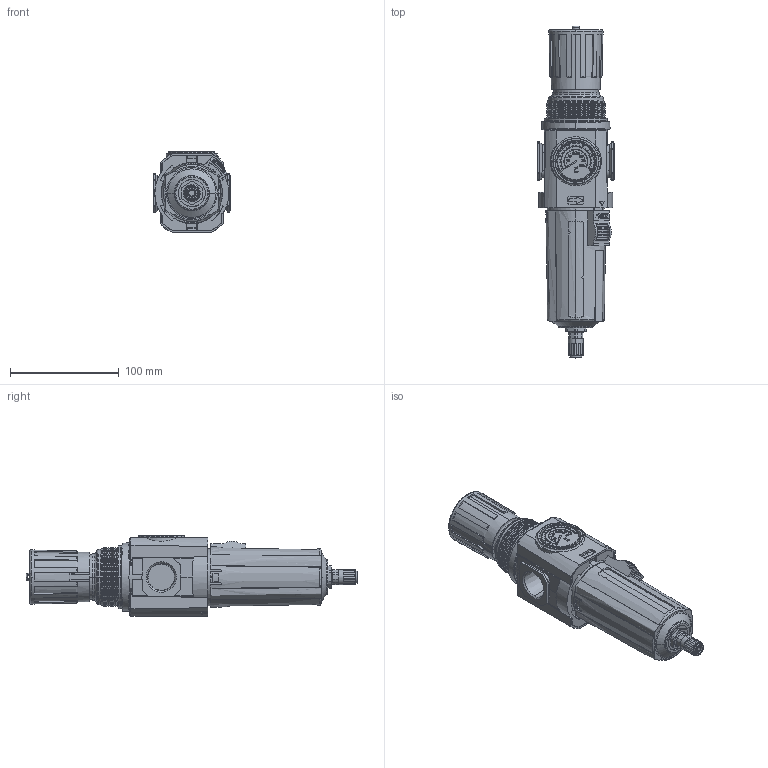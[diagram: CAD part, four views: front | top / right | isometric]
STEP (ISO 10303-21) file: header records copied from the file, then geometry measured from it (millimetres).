
FILE_DESCRIPTION (( 'STEP AP203' ), '1' );
FILE_NAME ('B84G-6AK-AP3-RMG.step', '2021-09-07T17:51:17', ( '' ), ( '' ), 'SwSTEP 2.0', 'SolidWorks 2021', '' );
FILE_SCHEMA (( 'CONFIG_CONTROL_DESIGN' ));
Length unit declared in the file: inch
Products named in the file (1): B84G-6AK-AP3-RMG
Bounding box: 70.25 x 304.93 x 74 mm (x, y, z)
Volume: 745893 mm3; surface area: 134480.9 mm2
Topology: 8 solids, 8 shells, 2561 faces, 6974 edges, 4562 vertices
Faces by surface type: cylinder 1193, plane 955, cone 205, bspline 196, torus 12
Entity records: 90640 total; most frequent: CARTESIAN_POINT 26344, ORIENTED_EDGE 13948, DIRECTION 13304, EDGE_CURVE 6974, AXIS2_PLACEMENT_3D 5001, VERTEX_POINT 4562, VECTOR 3302, LINE 3302
